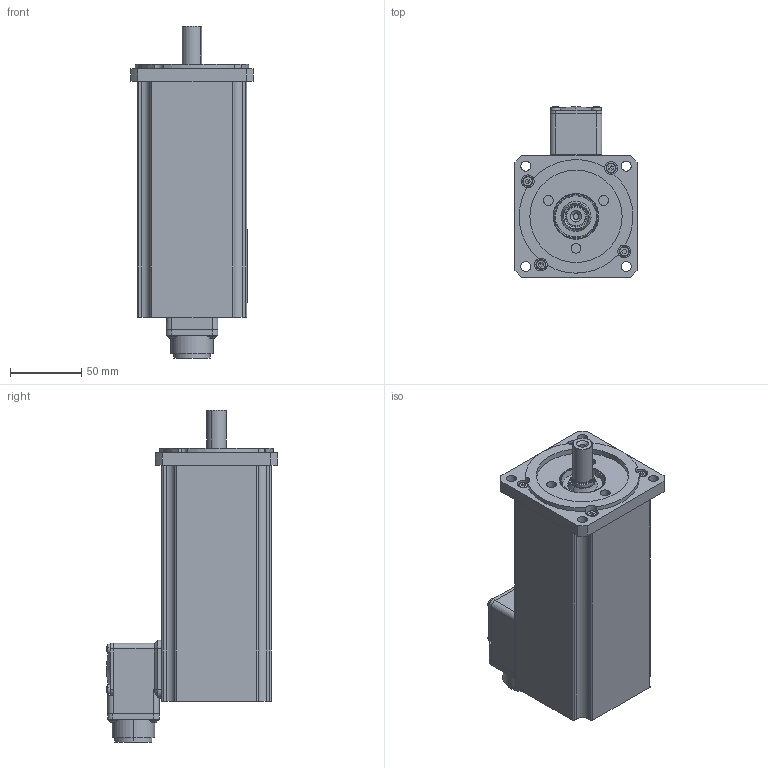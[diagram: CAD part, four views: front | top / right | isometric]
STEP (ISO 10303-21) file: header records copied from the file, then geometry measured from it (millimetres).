
FILE_DESCRIPTION (( 'STEP AP203' ), '1' );
FILE_NAME ('Motor_EGK65-60NRB-+-Katalog11.10_.STEP', '2010-11-03T10:07:34', ( 'Groschopp' ), ( 'Groschopp AG' ), 'SwSTEP 2.0', 'SolidWorks 2007', '' );
FILE_SCHEMA (( 'CONFIG_CONTROL_DESIGN' ));
Length unit declared in the file: millimetre
Products named in the file (1): Motor_EGK65-60NRB-+-Katalog11.10_
Bounding box: 86 x 120.55 x 233.75 mm (x, y, z)
Surface area: 90302.6 mm2 (no closed solid volume)
Topology: 0 solids, 21 shells, 346 faces, 1035 edges, 698 vertices
Faces by surface type: plane 184, cylinder 97, cone 45, torus 10, sphere 10
Entity records: 12029 total; most frequent: CARTESIAN_POINT 2538, DIRECTION 2047, ORIENTED_EDGE 1791, EDGE_CURVE 1035, AXIS2_PLACEMENT_3D 753, VERTEX_POINT 698, VECTOR 541, LINE 541
